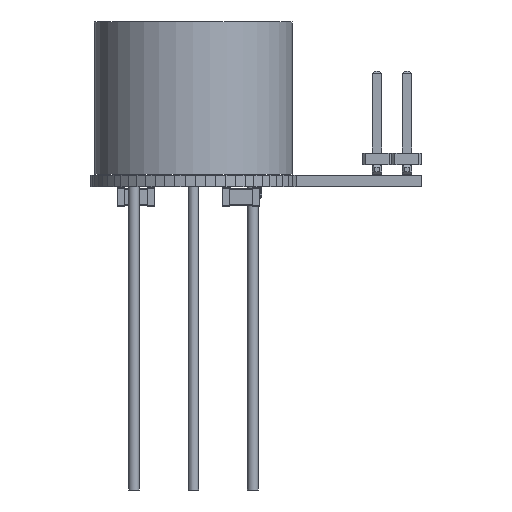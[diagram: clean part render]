
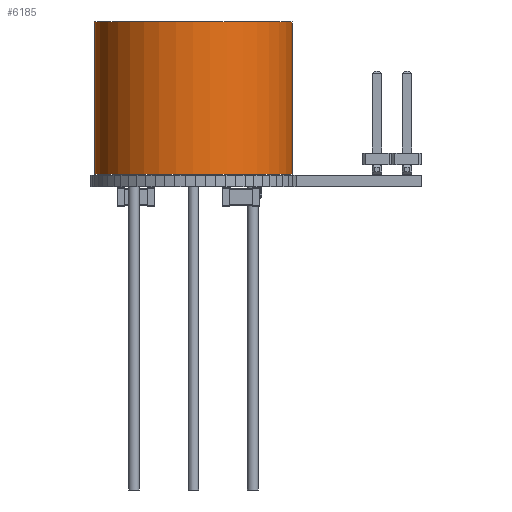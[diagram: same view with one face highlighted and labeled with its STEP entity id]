
A CAD part, front view. The second image highlights one B-rep face of the part: STEP entity #6185.
In plain terms, the highlighted cylindrical face has radius 4.225 mm (diameter 8.45 mm), a full revolution.
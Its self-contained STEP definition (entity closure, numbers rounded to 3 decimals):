
#6139 = PLANE('',#6140);
#6140 = AXIS2_PLACEMENT_3D('',#6141,#6142,#6143);
#6141 = CARTESIAN_POINT('',(0.,0.,6.5));
#6142 = DIRECTION('',(0.,0.,1.));
#6143 = DIRECTION('',(1.,0.,-0.));
#6154 = EDGE_CURVE('',#6155,#6155,#6157,.T.);
#6155 = VERTEX_POINT('',#6156);
#6156 = CARTESIAN_POINT('',(4.225,0.,6.5));
#6157 = SURFACE_CURVE('',#6158,(#6163,#6170),.PCURVE_S1.);
#6158 = CIRCLE('',#6159,4.225);
#6159 = AXIS2_PLACEMENT_3D('',#6160,#6161,#6162);
#6160 = CARTESIAN_POINT('',(0.,0.,6.5));
#6161 = DIRECTION('',(0.,0.,1.));
#6162 = DIRECTION('',(1.,0.,-0.));
#6163 = PCURVE('',#6139,#6164);
#6164 = DEFINITIONAL_REPRESENTATION('',(#6165),#6169);
#6165 = CIRCLE('',#6166,4.225);
#6166 = AXIS2_PLACEMENT_2D('',#6167,#6168);
#6167 = CARTESIAN_POINT('',(0.,0.));
#6168 = DIRECTION('',(1.,0.));
#6169 = ( GEOMETRIC_REPRESENTATION_CONTEXT(2) 
PARAMETRIC_REPRESENTATION_CONTEXT() REPRESENTATION_CONTEXT('2D SPACE',''
  ) );
#6170 = PCURVE('',#6171,#6176);
#6171 = CYLINDRICAL_SURFACE('',#6172,4.225);
#6172 = AXIS2_PLACEMENT_3D('',#6173,#6174,#6175);
#6173 = CARTESIAN_POINT('',(0.,0.,0.));
#6174 = DIRECTION('',(0.,0.,1.));
#6175 = DIRECTION('',(1.,0.,-0.));
#6176 = DEFINITIONAL_REPRESENTATION('',(#6177),#6181);
#6177 = LINE('',#6178,#6179);
#6178 = CARTESIAN_POINT('',(0.,6.5));
#6179 = VECTOR('',#6180,1.);
#6180 = DIRECTION('',(1.,0.));
#6181 = ( GEOMETRIC_REPRESENTATION_CONTEXT(2) 
PARAMETRIC_REPRESENTATION_CONTEXT() REPRESENTATION_CONTEXT('2D SPACE',''
  ) );
#6185 = ADVANCED_FACE('',(#6186),#6171,.T.);
#6186 = FACE_BOUND('',#6187,.T.);
#6187 = EDGE_LOOP('',(#6188,#6189,#6212,#6239));
#6188 = ORIENTED_EDGE('',*,*,#6154,.F.);
#6189 = ORIENTED_EDGE('',*,*,#6190,.F.);
#6190 = EDGE_CURVE('',#6191,#6155,#6193,.T.);
#6191 = VERTEX_POINT('',#6192);
#6192 = CARTESIAN_POINT('',(4.225,0.,0.));
#6193 = SEAM_CURVE('',#6194,(#6198,#6205),.PCURVE_S1.);
#6194 = LINE('',#6195,#6196);
#6195 = CARTESIAN_POINT('',(4.225,0.,0.));
#6196 = VECTOR('',#6197,1.);
#6197 = DIRECTION('',(0.,0.,1.));
#6198 = PCURVE('',#6171,#6199);
#6199 = DEFINITIONAL_REPRESENTATION('',(#6200),#6204);
#6200 = LINE('',#6201,#6202);
#6201 = CARTESIAN_POINT('',(0.,-0.));
#6202 = VECTOR('',#6203,1.);
#6203 = DIRECTION('',(0.,1.));
#6204 = ( GEOMETRIC_REPRESENTATION_CONTEXT(2) 
PARAMETRIC_REPRESENTATION_CONTEXT() REPRESENTATION_CONTEXT('2D SPACE',''
  ) );
#6205 = PCURVE('',#6171,#6206);
#6206 = DEFINITIONAL_REPRESENTATION('',(#6207),#6211);
#6207 = LINE('',#6208,#6209);
#6208 = CARTESIAN_POINT('',(6.283,-0.));
#6209 = VECTOR('',#6210,1.);
#6210 = DIRECTION('',(0.,1.));
#6211 = ( GEOMETRIC_REPRESENTATION_CONTEXT(2) 
PARAMETRIC_REPRESENTATION_CONTEXT() REPRESENTATION_CONTEXT('2D SPACE',''
  ) );
#6212 = ORIENTED_EDGE('',*,*,#6213,.T.);
#6213 = EDGE_CURVE('',#6191,#6191,#6214,.T.);
#6214 = SURFACE_CURVE('',#6215,(#6220,#6227),.PCURVE_S1.);
#6215 = CIRCLE('',#6216,4.225);
#6216 = AXIS2_PLACEMENT_3D('',#6217,#6218,#6219);
#6217 = CARTESIAN_POINT('',(0.,0.,0.));
#6218 = DIRECTION('',(0.,0.,1.));
#6219 = DIRECTION('',(1.,0.,-0.));
#6220 = PCURVE('',#6171,#6221);
#6221 = DEFINITIONAL_REPRESENTATION('',(#6222),#6226);
#6222 = LINE('',#6223,#6224);
#6223 = CARTESIAN_POINT('',(0.,0.));
#6224 = VECTOR('',#6225,1.);
#6225 = DIRECTION('',(1.,0.));
#6226 = ( GEOMETRIC_REPRESENTATION_CONTEXT(2) 
PARAMETRIC_REPRESENTATION_CONTEXT() REPRESENTATION_CONTEXT('2D SPACE',''
  ) );
#6227 = PCURVE('',#6228,#6233);
#6228 = PLANE('',#6229);
#6229 = AXIS2_PLACEMENT_3D('',#6230,#6231,#6232);
#6230 = CARTESIAN_POINT('',(0.,0.,0.));
#6231 = DIRECTION('',(0.,0.,1.));
#6232 = DIRECTION('',(1.,0.,-0.));
#6233 = DEFINITIONAL_REPRESENTATION('',(#6234),#6238);
#6234 = CIRCLE('',#6235,4.225);
#6235 = AXIS2_PLACEMENT_2D('',#6236,#6237);
#6236 = CARTESIAN_POINT('',(0.,0.));
#6237 = DIRECTION('',(1.,0.));
#6238 = ( GEOMETRIC_REPRESENTATION_CONTEXT(2) 
PARAMETRIC_REPRESENTATION_CONTEXT() REPRESENTATION_CONTEXT('2D SPACE',''
  ) );
#6239 = ORIENTED_EDGE('',*,*,#6190,.T.);
